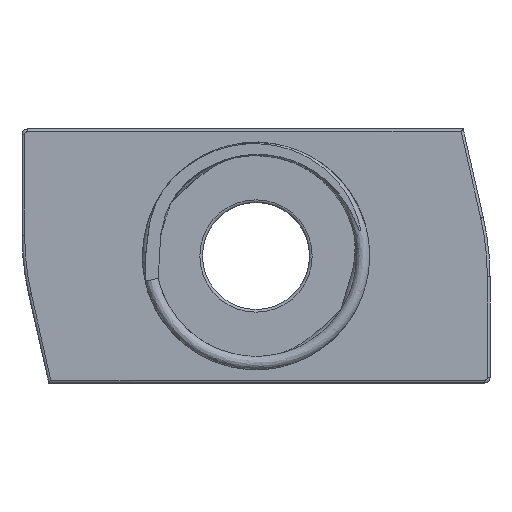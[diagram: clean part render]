
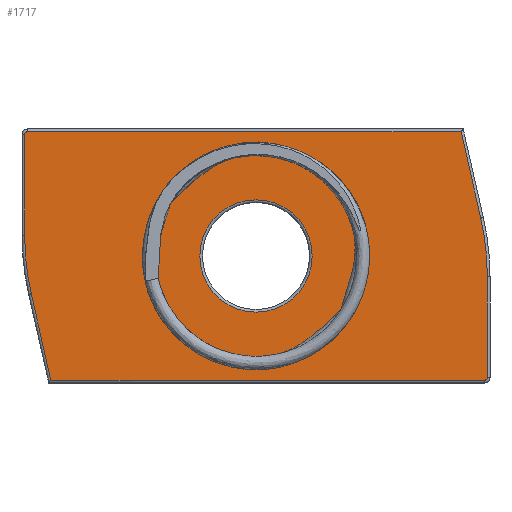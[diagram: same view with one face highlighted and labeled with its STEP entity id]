
A CAD part, front view. The second image highlights one B-rep face of the part: STEP entity #1717.
In plain terms, the highlighted planar face has unit normal (0, -1, 0).
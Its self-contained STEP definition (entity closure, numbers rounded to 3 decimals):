
#978 = VERTEX_POINT('',#979);
#979 = CARTESIAN_POINT('',(21.6,-11.444,12.89));
#998 = VERTEX_POINT('',#999);
#999 = CARTESIAN_POINT('',(21.8,-11.444,13.09));
#1006 = EDGE_CURVE('',#998,#978,#1007,.T.);
#1007 = CIRCLE('',#1008,0.2);
#1008 = AXIS2_PLACEMENT_3D('',#1009,#1010,#1011);
#1009 = CARTESIAN_POINT('',(21.6,-11.444,13.09));
#1010 = DIRECTION('',(0.,1.,0.));
#1011 = DIRECTION('',(0.,0.,1.));
#1024 = VERTEX_POINT('',#1025);
#1025 = CARTESIAN_POINT('',(21.8,-11.444,20.636));
#1032 = EDGE_CURVE('',#1024,#998,#1033,.T.);
#1033 = LINE('',#1034,#1035);
#1034 = CARTESIAN_POINT('',(21.8,-11.444,31.69));
#1035 = VECTOR('',#1036,1.);
#1036 = DIRECTION('',(0.,0.,-1.));
#1054 = VERTEX_POINT('',#1055);
#1055 = CARTESIAN_POINT('',(-10.84,-11.444,
    12.89));
#1071 = EDGE_CURVE('',#1054,#978,#1072,.T.);
#1072 = LINE('',#1073,#1074);
#1073 = CARTESIAN_POINT('',(-13.,-11.444,12.89));
#1074 = VECTOR('',#1075,1.);
#1075 = DIRECTION('',(1.,0.,0.));
#1088 = VERTEX_POINT('',#1089);
#1089 = CARTESIAN_POINT('',(21.309,-11.444,
    25.019));
#1096 = EDGE_CURVE('',#1088,#1024,#1097,.T.);
#1097 = CIRCLE('',#1098,19.8);
#1098 = AXIS2_PLACEMENT_3D('',#1099,#1100,#1101);
#1099 = CARTESIAN_POINT('',(2.,-11.444,20.636));
#1100 = DIRECTION('',(0.,1.,0.));
#1101 = DIRECTION('',(0.,0.,1.));
#1120 = VERTEX_POINT('',#1121);
#1121 = CARTESIAN_POINT('',(-12.309,-11.444,
    19.36));
#1137 = EDGE_CURVE('',#1054,#1120,#1138,.T.);
#1138 = LINE('',#1139,#1140);
#1139 = CARTESIAN_POINT('',(-10.805,-11.444,
    12.734));
#1140 = VECTOR('',#1141,1.);
#1141 = DIRECTION('',(-0.221,0.,0.975));
#1154 = VERTEX_POINT('',#1155);
#1155 = CARTESIAN_POINT('',(19.84,-11.444,
    31.49));
#1162 = EDGE_CURVE('',#1088,#1154,#1163,.T.);
#1163 = LINE('',#1164,#1165);
#1164 = CARTESIAN_POINT('',(19.805,-11.444,
    31.645));
#1165 = VECTOR('',#1166,1.);
#1166 = DIRECTION('',(-0.221,0.,0.975));
#1184 = VERTEX_POINT('',#1185);
#1185 = CARTESIAN_POINT('',(-12.8,-11.444,23.743));
#1202 = EDGE_CURVE('',#1120,#1184,#1203,.T.);
#1203 = CIRCLE('',#1204,19.8);
#1204 = AXIS2_PLACEMENT_3D('',#1205,#1206,#1207);
#1205 = CARTESIAN_POINT('',(7.,-11.444,23.743));
#1206 = DIRECTION('',(0.,1.,0.));
#1207 = DIRECTION('',(0.,0.,1.));
#1220 = VERTEX_POINT('',#1221);
#1221 = CARTESIAN_POINT('',(-12.6,-11.444,31.49));
#1228 = EDGE_CURVE('',#1220,#1154,#1229,.T.);
#1229 = LINE('',#1230,#1231);
#1230 = CARTESIAN_POINT('',(-12.6,-11.444,31.49));
#1231 = VECTOR('',#1232,1.);
#1232 = DIRECTION('',(1.,0.,0.));
#1250 = VERTEX_POINT('',#1251);
#1251 = CARTESIAN_POINT('',(-12.8,-11.444,31.29));
#1267 = EDGE_CURVE('',#1250,#1184,#1268,.T.);
#1268 = LINE('',#1269,#1270);
#1269 = CARTESIAN_POINT('',(-12.8,-11.444,31.69));
#1270 = VECTOR('',#1271,1.);
#1271 = DIRECTION('',(0.,0.,-1.));
#1290 = EDGE_CURVE('',#1250,#1220,#1291,.T.);
#1291 = CIRCLE('',#1292,0.2);
#1292 = AXIS2_PLACEMENT_3D('',#1293,#1294,#1295);
#1293 = CARTESIAN_POINT('',(-12.6,-11.444,31.29));
#1294 = DIRECTION('',(0.,1.,0.));
#1295 = DIRECTION('',(0.,0.,1.));
#1305 = EDGE_CURVE('',#1306,#1306,#1308,.T.);
#1306 = VERTEX_POINT('',#1307);
#1307 = CARTESIAN_POINT('',(4.5,-11.444,26.39));
#1308 = CIRCLE('',#1309,4.2);
#1309 = AXIS2_PLACEMENT_3D('',#1310,#1311,#1312);
#1310 = CARTESIAN_POINT('',(4.5,-11.444,22.19));
#1311 = DIRECTION('',(0.,1.,0.));
#1312 = DIRECTION('',(0.,0.,1.));
#1717 = ADVANCED_FACE('',(#1718,#1730),#1733,.F.);
#1718 = FACE_BOUND('',#1719,.T.);
#1719 = EDGE_LOOP('',(#1720,#1721,#1722,#1723,#1724,#1725,#1726,#1727,
    #1728,#1729));
#1720 = ORIENTED_EDGE('',*,*,#1071,.T.);
#1721 = ORIENTED_EDGE('',*,*,#1006,.F.);
#1722 = ORIENTED_EDGE('',*,*,#1032,.F.);
#1723 = ORIENTED_EDGE('',*,*,#1096,.F.);
#1724 = ORIENTED_EDGE('',*,*,#1162,.T.);
#1725 = ORIENTED_EDGE('',*,*,#1228,.F.);
#1726 = ORIENTED_EDGE('',*,*,#1290,.F.);
#1727 = ORIENTED_EDGE('',*,*,#1267,.T.);
#1728 = ORIENTED_EDGE('',*,*,#1202,.F.);
#1729 = ORIENTED_EDGE('',*,*,#1137,.F.);
#1730 = FACE_BOUND('',#1731,.T.);
#1731 = EDGE_LOOP('',(#1732));
#1732 = ORIENTED_EDGE('',*,*,#1305,.T.);
#1733 = PLANE('',#1734);
#1734 = AXIS2_PLACEMENT_3D('',#1735,#1736,#1737);
#1735 = CARTESIAN_POINT('',(-13.,-11.444,31.69));
#1736 = DIRECTION('',(0.,1.,0.));
#1737 = DIRECTION('',(0.,0.,1.));
